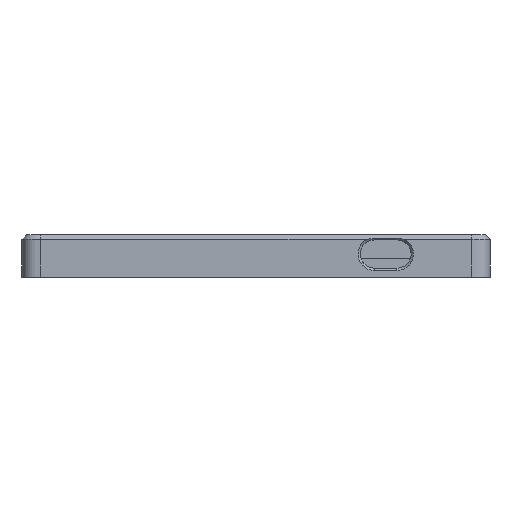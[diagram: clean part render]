
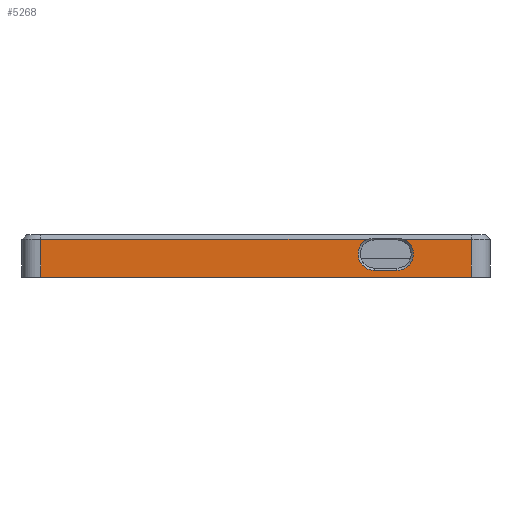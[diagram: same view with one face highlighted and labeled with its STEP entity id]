
A CAD part, left-side view. The second image highlights one B-rep face of the part: STEP entity #5268.
In plain terms, the highlighted planar face has unit normal (-1, 0, 0).
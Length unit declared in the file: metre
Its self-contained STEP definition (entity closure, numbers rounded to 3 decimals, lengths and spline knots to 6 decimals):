
#88=B_SPLINE_CURVE_WITH_KNOTS('',3,(#7631,#7632,#7633,#7634),
 .UNSPECIFIED.,.F.,.F.,(4,4),(0.108696,1.),.UNSPECIFIED.);
#89=B_SPLINE_CURVE_WITH_KNOTS('',3,(#7635,#7636,#7637,#7638),
 .UNSPECIFIED.,.F.,.F.,(4,4),(0.,0.891304),.UNSPECIFIED.);
#188=CIRCLE('',#5576,0.00355);
#189=CIRCLE('',#5577,0.00355);
#466=ORIENTED_EDGE('',*,*,#2005,.T.);
#467=ORIENTED_EDGE('',*,*,#2006,.T.);
#468=ORIENTED_EDGE('',*,*,#2007,.T.);
#469=ORIENTED_EDGE('',*,*,#2008,.T.);
#470=ORIENTED_EDGE('',*,*,#1936,.T.);
#471=ORIENTED_EDGE('',*,*,#2009,.T.);
#472=ORIENTED_EDGE('',*,*,#2010,.T.);
#473=ORIENTED_EDGE('',*,*,#2011,.T.);
#1936=EDGE_CURVE('',#2708,#2707,#3206,.T.);
#2005=EDGE_CURVE('',#2772,#2773,#3245,.T.);
#2006=EDGE_CURVE('',#2773,#2774,#188,.T.);
#2007=EDGE_CURVE('',#2774,#2775,#3246,.T.);
#2008=EDGE_CURVE('',#2775,#2708,#88,.T.);
#2009=EDGE_CURVE('',#2707,#2776,#89,.T.);
#2010=EDGE_CURVE('',#2776,#2777,#3247,.T.);
#2011=EDGE_CURVE('',#2777,#2772,#189,.T.);
#2707=VERTEX_POINT('',#7405);
#2708=VERTEX_POINT('',#7407);
#2772=VERTEX_POINT('',#7625);
#2773=VERTEX_POINT('',#7626);
#2774=VERTEX_POINT('',#7628);
#2775=VERTEX_POINT('',#7630);
#2776=VERTEX_POINT('',#7639);
#2777=VERTEX_POINT('',#7641);
#3206=LINE('',#7406,#3830);
#3245=LINE('',#7624,#3869);
#3246=LINE('',#7629,#3870);
#3247=LINE('',#7640,#3871);
#3830=VECTOR('',#6035,1.);
#3869=VECTOR('',#6096,1.);
#3870=VECTOR('',#6099,1.);
#3871=VECTOR('',#6100,1.);
#4333=EDGE_LOOP('',(#466,#467,#468,#469,#470,#471,#472,#473));
#4707=FACE_BOUND('',#4333,.T.);
#5034=PLANE('',#5575);
#5268=ADVANCED_FACE('',(#4707),#5034,.F.);
#5575=AXIS2_PLACEMENT_3D('',#7623,#6094,#6095);
#5576=AXIS2_PLACEMENT_3D('',#7627,#6097,#6098);
#5577=AXIS2_PLACEMENT_3D('',#7642,#6101,#6102);
#6035=DIRECTION('',(0.,-1.,0.));
#6094=DIRECTION('',(1.,0.,0.));
#6095=DIRECTION('',(0.,0.,-1.));
#6096=DIRECTION('',(0.,1.,0.));
#6097=DIRECTION('',(1.,0.,0.));
#6098=DIRECTION('',(0.,0.,-1.));
#6099=DIRECTION('',(0.,1.,0.));
#6100=DIRECTION('',(0.,1.,0.));
#6101=DIRECTION('',(1.,0.,0.));
#6102=DIRECTION('',(0.,0.,-1.));
#7405=CARTESIAN_POINT('',(-0.021335,-0.080287,-0.0017));
#7406=CARTESIAN_POINT('',(-0.021335,-0.033787,-0.0017));
#7407=CARTESIAN_POINT('',(-0.021335,0.012713,-0.0017));
#7623=CARTESIAN_POINT('',(-0.021335,-0.033787,0.0075));
#7624=CARTESIAN_POINT('',(-0.021335,-0.033787,-0.000225));
#7625=CARTESIAN_POINT('',(-0.021335,-0.064212,-0.000225));
#7626=CARTESIAN_POINT('',(-0.021335,-0.059362,-0.000225));
#7627=CARTESIAN_POINT('',(-0.021335,-0.059362,0.003325));
#7628=CARTESIAN_POINT('',(-0.021335,-0.057774,0.0065));
#7629=CARTESIAN_POINT('',(-0.021335,0.012713,0.0065));
#7630=CARTESIAN_POINT('',(-0.021335,0.012713,0.0065));
#7631=CARTESIAN_POINT('',(-0.021335,0.012713,0.0065));
#7632=CARTESIAN_POINT('',(-0.021335,0.012713,0.003767));
#7633=CARTESIAN_POINT('',(-0.021335,0.012713,0.001033));
#7634=CARTESIAN_POINT('',(-0.021335,0.012713,-0.0017));
#7635=CARTESIAN_POINT('',(-0.021335,-0.080287,-0.0017));
#7636=CARTESIAN_POINT('',(-0.021335,-0.080287,0.001033));
#7637=CARTESIAN_POINT('',(-0.021335,-0.080287,0.003767));
#7638=CARTESIAN_POINT('',(-0.021335,-0.080287,0.0065));
#7639=CARTESIAN_POINT('',(-0.021335,-0.080287,0.0065));
#7640=CARTESIAN_POINT('',(-0.021335,0.012713,0.0065));
#7641=CARTESIAN_POINT('',(-0.021335,-0.0658,0.0065));
#7642=CARTESIAN_POINT('',(-0.021335,-0.064212,0.003325));
